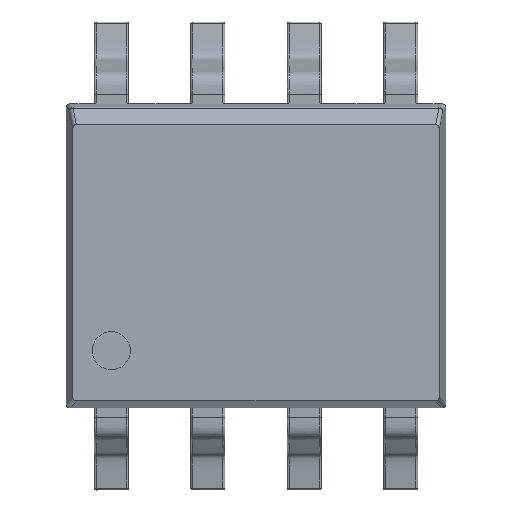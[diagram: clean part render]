
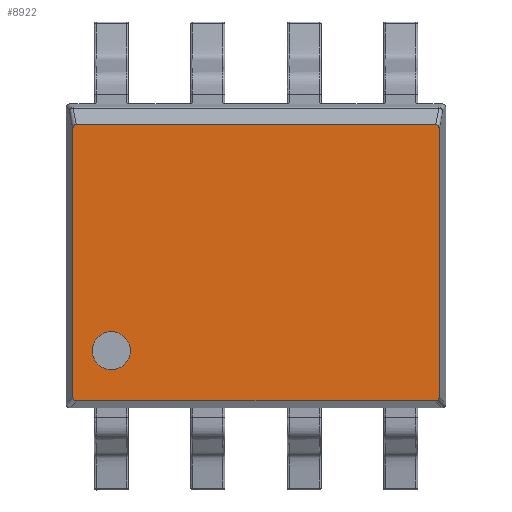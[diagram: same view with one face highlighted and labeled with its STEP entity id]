
A CAD part, top view. The second image highlights one B-rep face of the part: STEP entity #8922.
In plain terms, the highlighted planar face has unit normal (0, 0, 1).
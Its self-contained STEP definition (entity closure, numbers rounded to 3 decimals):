
#295 = CARTESIAN_POINT ( 'NONE',  ( -2.412, 1.668, 1.75 ) ) ;
#873 = CARTESIAN_POINT ( 'NONE',  ( 2.412, -1.892, 1.75 ) ) ;
#1154 = VERTEX_POINT ( 'NONE', #6152 ) ;
#1375 = VERTEX_POINT ( 'NONE', #8189 ) ;
#1389 = ORIENTED_EDGE ( 'NONE', *, *, #3604, .T. ) ;
#1416 = DIRECTION ( 'NONE',  ( 0., -1., 0. ) ) ;
#1434 = CARTESIAN_POINT ( 'NONE',  ( -2.392, -1.912, 1.75 ) ) ;
#1547 = EDGE_LOOP ( 'NONE', ( #11558, #5322, #7778, #2311, #12410, #2053, #1389, #4348 ) ) ;
#1560 = CARTESIAN_POINT ( 'NONE',  ( 2.363, -1.912, 1.75 ) ) ;
#1788 = DIRECTION ( 'NONE',  ( 1., 0., 0. ) ) ;
#2019 = DIRECTION ( 'NONE',  ( 0., 1., 0. ) ) ;
#2053 = ORIENTED_EDGE ( 'NONE', *, *, #8907, .T. ) ;
#2058 = CARTESIAN_POINT ( 'NONE',  ( 2.412, 1.704, 1.75 ) ) ;
#2293 = EDGE_CURVE ( 'NONE', #12796, #1154, #10852, .T. ) ;
#2311 = ORIENTED_EDGE ( 'NONE', *, *, #5534, .T. ) ;
#2358 = DIRECTION ( 'NONE',  ( -1., 0., 0. ) ) ;
#2604 = FACE_OUTER_BOUND ( 'NONE', #1547, .T. ) ;
#2613 = VECTOR ( 'NONE', #1416, 1000. ) ;
#2703 = EDGE_CURVE ( 'NONE', #8876, #4374, #6333, .T. ) ;
#2750 = EDGE_CURVE ( 'NONE', #8303, #7685, #7465, .T. ) ;
#3017 = ORIENTED_EDGE ( 'NONE', *, *, #2293, .T. ) ;
#3059 = CARTESIAN_POINT ( 'NONE',  ( 2.394, 1.728, 1.75 ) ) ;
#3465 = CARTESIAN_POINT ( 'NONE',  ( 0., 1.728, 1.75 ) ) ;
#3604 = EDGE_CURVE ( 'NONE', #7061, #8876, #12852, .T. ) ;
#3733 = CARTESIAN_POINT ( 'NONE',  ( 0., -1.912, 1.75 ) ) ;
#3808 = AXIS2_PLACEMENT_3D ( 'NONE', #4157, #11184, #7246 ) ;
#4017 = CARTESIAN_POINT ( 'NONE',  ( 0., 0., 1.75 ) ) ;
#4100 = CARTESIAN_POINT ( 'NONE',  ( -1.905, -1.249, 1.75 ) ) ;
#4157 = CARTESIAN_POINT ( 'NONE',  ( -1.905, -1.249, 1.75 ) ) ;
#4233 = CARTESIAN_POINT ( 'NONE',  ( -2.412, 1.704, 1.75 ) ) ;
#4348 = ORIENTED_EDGE ( 'NONE', *, *, #2703, .T. ) ;
#4374 = VERTEX_POINT ( 'NONE', #8570 ) ;
#4604 = EDGE_CURVE ( 'NONE', #4374, #8303, #13230, .T. ) ;
#4692 = CARTESIAN_POINT ( 'NONE',  ( -2.363, -1.912, 1.75 ) ) ;
#5150 = CARTESIAN_POINT ( 'NONE',  ( 2.412, 0., 1.75 ) ) ;
#5224 = CARTESIAN_POINT ( 'NONE',  ( -2.367, 1.728, 1.75 ) ) ;
#5322 = ORIENTED_EDGE ( 'NONE', *, *, #2750, .T. ) ;
#5534 = EDGE_CURVE ( 'NONE', #10150, #6370, #7256, .T. ) ;
#5547 = VECTOR ( 'NONE', #2358, 1000. ) ;
#6075 = PLANE ( 'NONE',  #6527 ) ;
#6105 = CARTESIAN_POINT ( 'NONE',  ( -2.394, 1.728, 1.75 ) ) ;
#6107 = DIRECTION ( 'NONE',  ( -1., 0., 0. ) ) ;
#6152 = CARTESIAN_POINT ( 'NONE',  ( -2.155, -1.249, 1.75 ) ) ;
#6333 = LINE ( 'NONE', #3465, #5547 ) ;
#6370 = VERTEX_POINT ( 'NONE', #1560 ) ;
#6447 = CARTESIAN_POINT ( 'NONE',  ( -2.412, -1.863, 1.75 ) ) ;
#6527 = AXIS2_PLACEMENT_3D ( 'NONE', #4017, #12342, #9237 ) ;
#6586 = CARTESIAN_POINT ( 'NONE',  ( -2.363, -1.912, 1.75 ) ) ;
#6683 = CARTESIAN_POINT ( 'NONE',  ( -1.655, -1.249, 1.75 ) ) ;
#6697 = CARTESIAN_POINT ( 'NONE',  ( 2.412, 1.668, 1.75 ) ) ;
#7051 = CARTESIAN_POINT ( 'NONE',  ( 2.412, 1.668, 1.75 ) ) ;
#7061 = VERTEX_POINT ( 'NONE', #6697 ) ;
#7246 = DIRECTION ( 'NONE',  ( -1., 0., 0. ) ) ;
#7256 = LINE ( 'NONE', #3733, #9514 ) ;
#7302 = CARTESIAN_POINT ( 'NONE',  ( -2.412, 1.668, 1.75 ) ) ;
#7329 = ORIENTED_EDGE ( 'NONE', *, *, #12118, .T. ) ;
#7465 = LINE ( 'NONE', #9534, #2613 ) ;
#7685 = VERTEX_POINT ( 'NONE', #6447 ) ;
#7778 = ORIENTED_EDGE ( 'NONE', *, *, #12943, .T. ) ;
#8189 = CARTESIAN_POINT ( 'NONE',  ( 2.412, -1.863, 1.75 ) ) ;
#8259 = FACE_BOUND ( 'NONE', #8348, .T. ) ;
#8303 = VERTEX_POINT ( 'NONE', #7302 ) ;
#8348 = EDGE_LOOP ( 'NONE', ( #7329, #3017 ) ) ;
#8570 = CARTESIAN_POINT ( 'NONE',  ( -2.367, 1.728, 1.75 ) ) ;
#8876 = VERTEX_POINT ( 'NONE', #13223 ) ;
#8906 = LINE ( 'NONE', #5150, #10967 ) ;
#8907 = EDGE_CURVE ( 'NONE', #1375, #7061, #8906, .T. ) ;
#8922 = ADVANCED_FACE ( 'NONE', ( #2604, #8259 ), #6075, .T. ) ;
#9168 = CARTESIAN_POINT ( 'NONE',  ( 2.363, -1.912, 1.75 ) ) ;
#9237 = DIRECTION ( 'NONE',  ( 1., 0., 0. ) ) ;
#9514 = VECTOR ( 'NONE', #1788, 1000. ) ;
#9534 = CARTESIAN_POINT ( 'NONE',  ( -2.412, 0., 1.75 ) ) ;
#9766 = CARTESIAN_POINT ( 'NONE',  ( -2.412, -1.863, 1.75 ) ) ;
#10072 = CARTESIAN_POINT ( 'NONE',  ( 2.412, -1.863, 1.75 ) ) ;
#10150 = VERTEX_POINT ( 'NONE', #6586 ) ;
#10214 = CARTESIAN_POINT ( 'NONE',  ( 2.367, 1.728, 1.75 ) ) ;
#10261 = CIRCLE ( 'NONE', #3808, 0.25 ) ;
#10332 =( BOUNDED_CURVE ( )  B_SPLINE_CURVE ( 3, ( #9168, #13160, #873, #10072 ),
 .UNSPECIFIED., .F., .F. ) 
 B_SPLINE_CURVE_WITH_KNOTS ( ( 4, 4 ),
 ( 5.513, 7.054 ),
 .UNSPECIFIED. ) 
 CURVE ( )  GEOMETRIC_REPRESENTATION_ITEM ( )  RATIONAL_B_SPLINE_CURVE ( ( 1., 0.812, 0.812, 1. ) ) 
 REPRESENTATION_ITEM ( '' )  );
#10835 = EDGE_CURVE ( 'NONE', #6370, #1375, #10332, .T. ) ;
#10852 = CIRCLE ( 'NONE', #11737, 0.25 ) ;
#10967 = VECTOR ( 'NONE', #2019, 1000. ) ;
#11184 = DIRECTION ( 'NONE',  ( 0., 0., -1. ) ) ;
#11558 = ORIENTED_EDGE ( 'NONE', *, *, #4604, .T. ) ;
#11737 = AXIS2_PLACEMENT_3D ( 'NONE', #4100, #13259, #6107 ) ;
#12118 = EDGE_CURVE ( 'NONE', #1154, #12796, #10261, .T. ) ;
#12342 = DIRECTION ( 'NONE',  ( 0., 0., 1. ) ) ;
#12410 = ORIENTED_EDGE ( 'NONE', *, *, #10835, .T. ) ;
#12656 =( BOUNDED_CURVE ( )  B_SPLINE_CURVE ( 3, ( #9766, #12784, #1434, #4692 ),
 .UNSPECIFIED., .F., .F. ) 
 B_SPLINE_CURVE_WITH_KNOTS ( ( 4, 4 ),
 ( 2.371, 3.912 ),
 .UNSPECIFIED. ) 
 CURVE ( )  GEOMETRIC_REPRESENTATION_ITEM ( )  RATIONAL_B_SPLINE_CURVE ( ( 1., 0.812, 0.812, 1. ) ) 
 REPRESENTATION_ITEM ( '' )  );
#12784 = CARTESIAN_POINT ( 'NONE',  ( -2.412, -1.892, 1.75 ) ) ;
#12796 = VERTEX_POINT ( 'NONE', #6683 ) ;
#12852 =( BOUNDED_CURVE ( )  B_SPLINE_CURVE ( 3, ( #7051, #2058, #3059, #10214 ),
 .UNSPECIFIED., .F., .F. ) 
 B_SPLINE_CURVE_WITH_KNOTS ( ( 4, 4 ),
 ( 1.829, 3.282 ),
 .UNSPECIFIED. ) 
 CURVE ( )  GEOMETRIC_REPRESENTATION_ITEM ( )  RATIONAL_B_SPLINE_CURVE ( ( 1., 0.832, 0.832, 1. ) ) 
 REPRESENTATION_ITEM ( '' )  );
#12943 = EDGE_CURVE ( 'NONE', #7685, #10150, #12656, .T. ) ;
#13160 = CARTESIAN_POINT ( 'NONE',  ( 2.392, -1.912, 1.75 ) ) ;
#13223 = CARTESIAN_POINT ( 'NONE',  ( 2.367, 1.728, 1.75 ) ) ;
#13230 =( BOUNDED_CURVE ( )  B_SPLINE_CURVE ( 3, ( #5224, #6105, #4233, #295 ),
 .UNSPECIFIED., .F., .F. ) 
 B_SPLINE_CURVE_WITH_KNOTS ( ( 4, 4 ),
 ( 6.142, 7.596 ),
 .UNSPECIFIED. ) 
 CURVE ( )  GEOMETRIC_REPRESENTATION_ITEM ( )  RATIONAL_B_SPLINE_CURVE ( ( 1., 0.832, 0.832, 1. ) ) 
 REPRESENTATION_ITEM ( '' )  );
#13259 = DIRECTION ( 'NONE',  ( 0., 0., -1. ) ) ;
